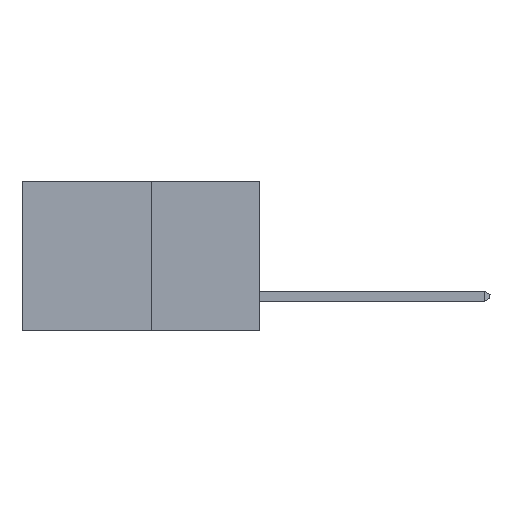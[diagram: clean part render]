
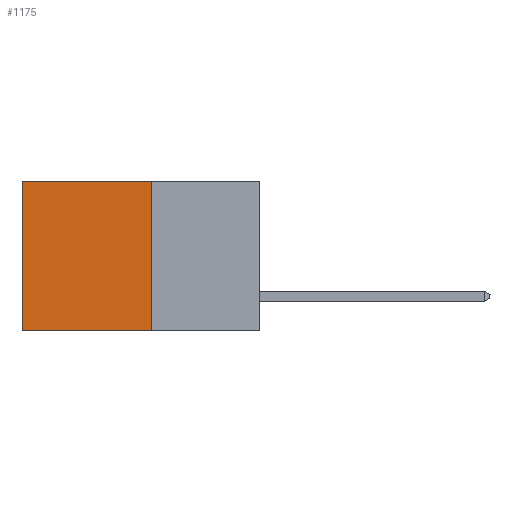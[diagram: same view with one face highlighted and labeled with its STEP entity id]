
A CAD part, left-side view. The second image highlights one B-rep face of the part: STEP entity #1175.
In plain terms, the highlighted planar face has unit normal (-1, 0, 0).
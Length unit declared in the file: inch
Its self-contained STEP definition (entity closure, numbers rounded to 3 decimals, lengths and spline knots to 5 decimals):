
#55 = VERTEX_POINT ( 'NONE', #9251 ) ;
#298 = VECTOR ( 'NONE', #6588, 39.37008 ) ;
#391 = EDGE_CURVE ( 'NONE', #8165, #7453, #2318, .T. ) ;
#688 = CARTESIAN_POINT ( 'NONE',  ( 0.277, 0.27, -0.37 ) ) ;
#734 = CARTESIAN_POINT ( 'NONE',  ( 0.277, 0.59, -0.37 ) ) ;
#1175 = ADVANCED_FACE ( 'NONE', ( #6057 ), #2368, .F. ) ;
#1231 = AXIS2_PLACEMENT_3D ( 'NONE', #4776, #7541, #8866 ) ;
#1905 = ORIENTED_EDGE ( 'NONE', *, *, #4895, .F. ) ;
#2275 = VECTOR ( 'NONE', #3368, 39.37008 ) ;
#2318 = LINE ( 'NONE', #8779, #2551 ) ;
#2368 = PLANE ( 'NONE',  #1231 ) ;
#2551 = VECTOR ( 'NONE', #6748, 39.37008 ) ;
#2697 = CARTESIAN_POINT ( 'NONE',  ( 0.277, 0.27, -0.37 ) ) ;
#3368 = DIRECTION ( 'NONE',  ( 0., 1., 0. ) ) ;
#3383 = EDGE_CURVE ( 'NONE', #55, #6488, #3768, .T. ) ;
#3768 = LINE ( 'NONE', #8596, #5913 ) ;
#4238 = LINE ( 'NONE', #7635, #2275 ) ;
#4661 = EDGE_CURVE ( 'NONE', #8165, #55, #4238, .T. ) ;
#4776 = CARTESIAN_POINT ( 'NONE',  ( 0.277, 0.27, -0.37 ) ) ;
#4820 = ORIENTED_EDGE ( 'NONE', *, *, #3383, .T. ) ;
#4895 = EDGE_CURVE ( 'NONE', #7453, #6488, #5578, .T. ) ;
#5188 = ORIENTED_EDGE ( 'NONE', *, *, #391, .F. ) ;
#5578 = LINE ( 'NONE', #2697, #298 ) ;
#5841 = DIRECTION ( 'NONE',  ( 0., 0., -1. ) ) ;
#5913 = VECTOR ( 'NONE', #5841, 39.37008 ) ;
#6057 = FACE_OUTER_BOUND ( 'NONE', #7889, .T. ) ;
#6488 = VERTEX_POINT ( 'NONE', #734 ) ;
#6588 = DIRECTION ( 'NONE',  ( 0., 1., 0. ) ) ;
#6748 = DIRECTION ( 'NONE',  ( 0., 0., -1. ) ) ;
#6893 = CARTESIAN_POINT ( 'NONE',  ( 0.277, 0.27, 0. ) ) ;
#7258 = ORIENTED_EDGE ( 'NONE', *, *, #4661, .T. ) ;
#7453 = VERTEX_POINT ( 'NONE', #688 ) ;
#7541 = DIRECTION ( 'NONE',  ( 1., 0., 0. ) ) ;
#7635 = CARTESIAN_POINT ( 'NONE',  ( 0.277, 0.27, 0. ) ) ;
#7889 = EDGE_LOOP ( 'NONE', ( #4820, #1905, #5188, #7258 ) ) ;
#8165 = VERTEX_POINT ( 'NONE', #6893 ) ;
#8596 = CARTESIAN_POINT ( 'NONE',  ( 0.277, 0.59, -0.37 ) ) ;
#8779 = CARTESIAN_POINT ( 'NONE',  ( 0.277, 0.27, -0.37 ) ) ;
#8866 = DIRECTION ( 'NONE',  ( 0., 0., -1. ) ) ;
#9251 = CARTESIAN_POINT ( 'NONE',  ( 0.277, 0.59, 0. ) ) ;
